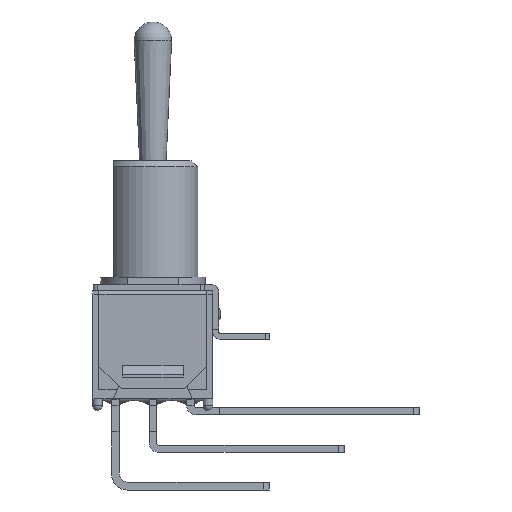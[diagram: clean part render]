
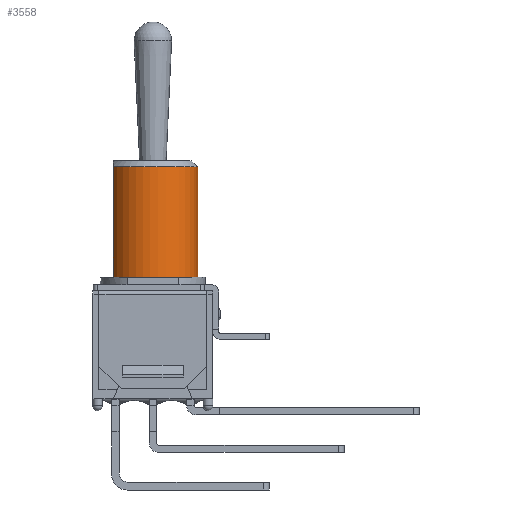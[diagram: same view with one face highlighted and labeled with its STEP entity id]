
A CAD part, front view. The second image highlights one B-rep face of the part: STEP entity #3558.
In plain terms, the highlighted cylindrical face has radius 3.04 mm (diameter 6.08 mm), a partial arc.
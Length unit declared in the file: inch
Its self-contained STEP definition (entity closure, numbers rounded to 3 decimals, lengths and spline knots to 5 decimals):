
#42=CYLINDRICAL_SURFACE('',#3788,0.11969);
#86=FACE_OUTER_BOUND('',#284,.T.);
#284=EDGE_LOOP('',(#2346,#2347,#2348,#2349));
#495=CIRCLE('',#3787,0.11969);
#496=CIRCLE('',#3789,0.11969);
#595=LINE('',#5137,#1022);
#596=LINE('',#5140,#1023);
#1022=VECTOR('',#4109,0.3937);
#1023=VECTOR('',#4112,0.3937);
#1454=VERTEX_POINT('',#5126);
#1455=VERTEX_POINT('',#5127);
#1457=VERTEX_POINT('',#5136);
#1458=VERTEX_POINT('',#5138);
#1805=EDGE_CURVE('',#1455,#1454,#495,.T.);
#1806=EDGE_CURVE('',#1457,#1455,#595,.T.);
#1807=EDGE_CURVE('',#1458,#1457,#496,.T.);
#1808=EDGE_CURVE('',#1458,#1454,#596,.T.);
#2346=ORIENTED_EDGE('',*,*,#1805,.F.);
#2347=ORIENTED_EDGE('',*,*,#1806,.F.);
#2348=ORIENTED_EDGE('',*,*,#1807,.F.);
#2349=ORIENTED_EDGE('',*,*,#1808,.T.);
#3558=ADVANCED_FACE('',(#86),#42,.T.);
#3787=AXIS2_PLACEMENT_3D('',#5134,#4105,#4106);
#3788=AXIS2_PLACEMENT_3D('',#5135,#4107,#4108);
#3789=AXIS2_PLACEMENT_3D('',#5139,#4110,#4111);
#4105=DIRECTION('center_axis',(0.,0.,
1.));
#4106=DIRECTION('ref_axis',(0.882,0.472,0.));
#4107=DIRECTION('center_axis',(0.,0.,
1.));
#4108=DIRECTION('ref_axis',(1.,0.,0.));
#4109=DIRECTION('',(0.,0.,1.));
#4110=DIRECTION('center_axis',(0.,0.,
-1.));
#4111=DIRECTION('ref_axis',(-0.882,-0.472,0.));
#4112=DIRECTION('',(0.,0.,1.));
#5126=CARTESIAN_POINT('',(-0.10551,0.0565,0.6189));
#5127=CARTESIAN_POINT('',(-0.10551,-0.0565,0.6189));
#5134=CARTESIAN_POINT('Origin',(0.,0.,
0.6189));
#5135=CARTESIAN_POINT('Origin',(0.,0.,
0.3248));
#5136=CARTESIAN_POINT('',(-0.10551,-0.0565,0.3248));
#5137=CARTESIAN_POINT('',(-0.10551,-0.0565,0.3248));
#5138=CARTESIAN_POINT('',(-0.10551,0.0565,0.3248));
#5139=CARTESIAN_POINT('Origin',(0.,0.,
0.3248));
#5140=CARTESIAN_POINT('',(-0.10551,0.0565,0.3248));
